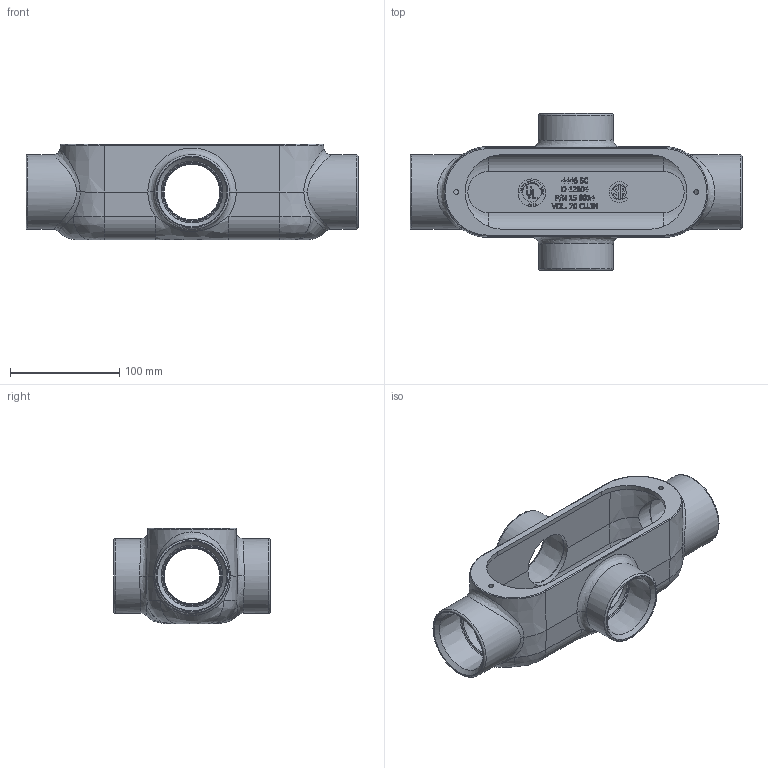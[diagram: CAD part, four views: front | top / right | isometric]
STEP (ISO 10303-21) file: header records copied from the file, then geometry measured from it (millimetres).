
FILE_DESCRIPTION(/* description */ (''),/* implementation_level */ '2;1');
FILE_NAME(/* name */ 'KIL_OX-6.stp',/* time_stamp */ '2020-01-08T11:24:24+06:00',/* author */ ('kr'),/* organization */ (''),/* preprocessor_version */ 'ST-DEVELOPER v16.13',/* originating_system */ 'Autodesk Inventor 2018',/* authorisation */ '');
FILE_SCHEMA (('AUTOMOTIVE_DESIGN { 1 0 10303 214 3 1 1 }'));
Length unit declared in the file: inch
Products named in the file (1): 12604
Bounding box: 304.01 x 143.67 x 87.31 mm (x, y, z)
Volume: 437709.7 mm3; surface area: 163253 mm2
Topology: 1 solids, 1 shells, 1288 faces, 3470 edges, 2286 vertices
Faces by surface type: plane 938, bspline 266, cylinder 42, cone 22, torus 16, sphere 4
Full cylindrical faces by diameter (mm): 1.587 x1, 1.814 x1, 4.496 x2, 16.933 x1, 25.4 x1, 50.902 x4, 68.263 x4
Entity records: 42848 total; most frequent: CARTESIAN_POINT 12294, ORIENTED_EDGE 6860, DIRECTION 5120, EDGE_CURVE 3430, LINE 2746, VECTOR 2746, VERTEX_POINT 2284, EDGE_LOOP 1440
